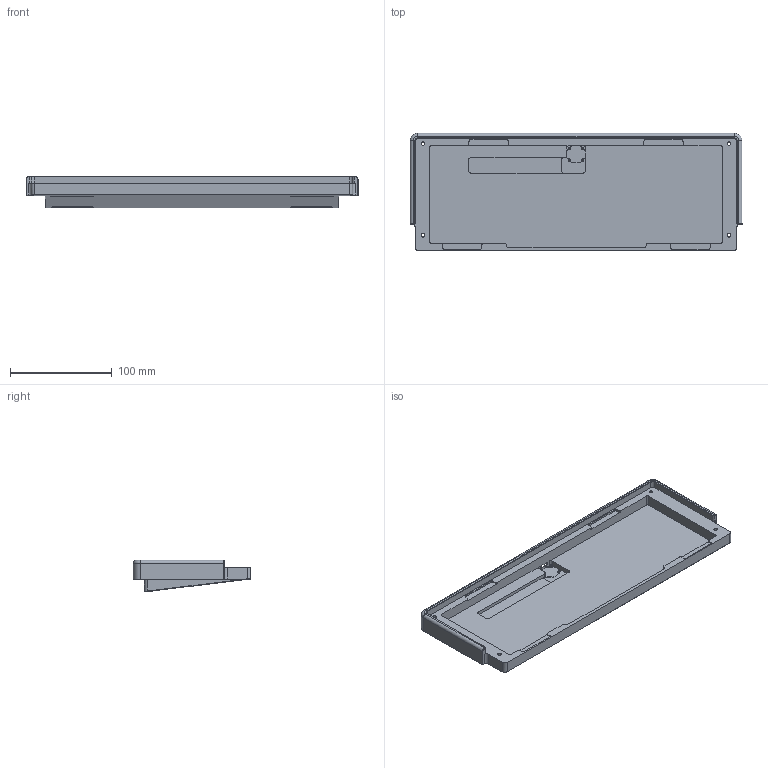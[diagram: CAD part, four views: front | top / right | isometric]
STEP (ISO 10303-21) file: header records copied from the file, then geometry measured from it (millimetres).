
FILE_DESCRIPTION(/* description */ (''),/* implementation_level */ '2;1');
FILE_NAME(/* name */ 'felk60_bottom.step',/* time_stamp */ '2024-03-23T18:07:33+01:00',/* author */ (''),/* organization */ (''),/* preprocessor_version */ 'ST-DEVELOPER v20',/* originating_system */ 'Autodesk Translation Framework v12.20.1.177',/* authorisation */ '');
FILE_SCHEMA (('AUTOMOTIVE_DESIGN { 1 0 10303 214 3 1 1 }'));
Length unit declared in the file: millimetre
Products named in the file (1): felk60_pc
Bounding box: 325.7 x 115.2 x 31.19 mm (x, y, z)
Volume: 327539.8 mm3; surface area: 105816.3 mm2
Topology: 1 solids, 1 shells, 254 faces, 655 edges, 410 vertices
Faces by surface type: plane 124, cylinder 87, cone 30, bspline 11, torus 2
Full cylindrical faces by diameter (mm): 1.6 x4, 3.4 x4, 5.8 x4
Entity records: 8391 total; most frequent: CARTESIAN_POINT 2104, DIRECTION 1307, ORIENTED_EDGE 1298, EDGE_CURVE 649, AXIS2_PLACEMENT_3D 442, LINE 423, VECTOR 423, VERTEX_POINT 410
